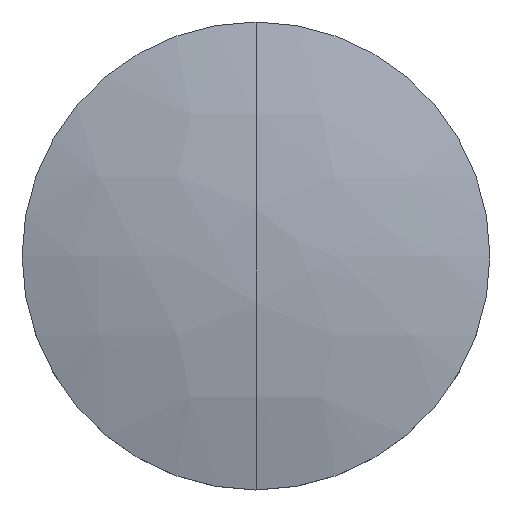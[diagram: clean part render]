
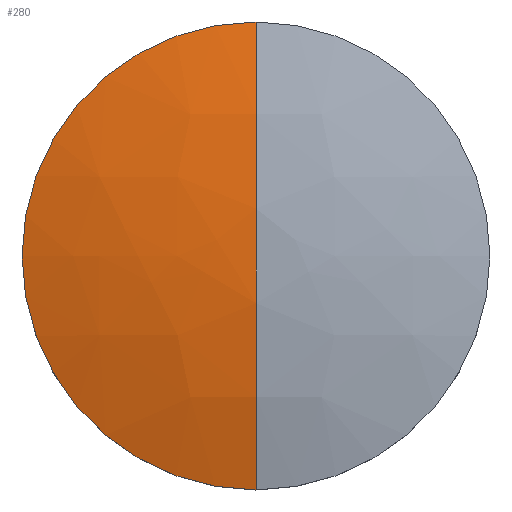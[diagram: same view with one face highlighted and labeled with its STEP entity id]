
A CAD part, top view. The second image highlights one B-rep face of the part: STEP entity #280.
In plain terms, the highlighted free-form (B-spline) face has degree [3, 3] with [4, 4] control points.
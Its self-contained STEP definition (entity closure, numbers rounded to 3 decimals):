
#5 = CARTESIAN_POINT ( 'NONE',  ( -6.472, 2.199, 2.903 ) ) ;
#11 = CARTESIAN_POINT ( 'NONE',  ( 0., 6.35, 2.615 ) ) ;
#20 = DIRECTION ( 'NONE',  ( 0., 0., -1. ) ) ;
#22 = CARTESIAN_POINT ( 'NONE',  ( -4.364, 2.199, 3.506 ) ) ;
#28 = AXIS2_PLACEMENT_3D ( 'NONE', #111, #61, #133 ) ;
#52 =( BOUNDED_SURFACE ( )  B_SPLINE_SURFACE ( 3, 3, ( 
 ( #168, #176, #71, #170 ),
 ( #214, #242, #65, #194 ),
 ( #145, #117, #22, #5 ),
 ( #274, #236, #273, #143 ) ),
 .UNSPECIFIED., .F., .F., .T. ) 
 B_SPLINE_SURFACE_WITH_KNOTS ( ( 4, 4 ),
 ( 4, 4 ),
 ( 0., 1. ),
 ( 0., 1. ),
 .UNSPECIFIED. ) 
 GEOMETRIC_REPRESENTATION_ITEM ( )  RATIONAL_B_SPLINE_SURFACE ( (
 ( 1., 0.994, 0.994, 1.),
 ( 0.974, 0.968, 0.968, 0.974),
 ( 0.974, 0.968, 0.968, 0.974),
 ( 1., 0.994, 0.994, 1.) ) ) 
 REPRESENTATION_ITEM ( '' )  SURFACE ( )  );
#61 = DIRECTION ( 'NONE',  ( -1., 0., 0. ) ) ;
#65 = CARTESIAN_POINT ( 'NONE',  ( -4.364, -2.199, 3.506 ) ) ;
#67 = AXIS2_PLACEMENT_3D ( 'NONE', #134, #187, #107 ) ;
#70 = EDGE_CURVE ( 'NONE', #244, #149, #151, .T. ) ;
#71 = CARTESIAN_POINT ( 'NONE',  ( -4.139, -6.424, 2.305 ) ) ;
#83 = CARTESIAN_POINT ( 'NONE',  ( 0., -6.35, 2.615 ) ) ;
#87 = VERTEX_POINT ( 'NONE', #83 ) ;
#100 = ORIENTED_EDGE ( 'NONE', *, *, #70, .F. ) ;
#104 = EDGE_CURVE ( 'NONE', #87, #244, #160, .T. ) ;
#107 = DIRECTION ( 'NONE',  ( 1., 0., 0. ) ) ;
#111 = CARTESIAN_POINT ( 'NONE',  ( 0., 0., -19.73 ) ) ;
#117 = CARTESIAN_POINT ( 'NONE',  ( -2.193, 2.199, 3.81 ) ) ;
#133 = DIRECTION ( 'NONE',  ( 0., -1., 0. ) ) ;
#134 = CARTESIAN_POINT ( 'NONE',  ( 0., 0., 2.615 ) ) ;
#135 = EDGE_CURVE ( 'NONE', #87, #149, #245, .T. ) ;
#143 = CARTESIAN_POINT ( 'NONE',  ( -6.138, 6.424, 1.734 ) ) ;
#145 = CARTESIAN_POINT ( 'NONE',  ( 0., 2.199, 3.81 ) ) ;
#149 = VERTEX_POINT ( 'NONE', #11 ) ;
#151 = CIRCLE ( 'NONE', #224, 6.35 ) ;
#160 = CIRCLE ( 'NONE', #67, 6.35 ) ;
#166 = CARTESIAN_POINT ( 'NONE',  ( 0., 0., 2.615 ) ) ;
#168 = CARTESIAN_POINT ( 'NONE',  ( 0., -6.424, 2.594 ) ) ;
#170 = CARTESIAN_POINT ( 'NONE',  ( -6.138, -6.424, 1.734 ) ) ;
#176 = CARTESIAN_POINT ( 'NONE',  ( -2.079, -6.424, 2.594 ) ) ;
#177 = EDGE_LOOP ( 'NONE', ( #286, #219, #100 ) ) ;
#187 = DIRECTION ( 'NONE',  ( 0., 0., -1. ) ) ;
#190 = DIRECTION ( 'NONE',  ( 1., 0., 0. ) ) ;
#194 = CARTESIAN_POINT ( 'NONE',  ( -6.472, -2.199, 2.903 ) ) ;
#214 = CARTESIAN_POINT ( 'NONE',  ( 0., -2.199, 3.81 ) ) ;
#219 = ORIENTED_EDGE ( 'NONE', *, *, #135, .T. ) ;
#224 = AXIS2_PLACEMENT_3D ( 'NONE', #166, #20, #190 ) ;
#227 = CARTESIAN_POINT ( 'NONE',  ( -6.35, 0., 2.615 ) ) ;
#236 = CARTESIAN_POINT ( 'NONE',  ( -2.079, 6.424, 2.594 ) ) ;
#242 = CARTESIAN_POINT ( 'NONE',  ( -2.193, -2.199, 3.81 ) ) ;
#244 = VERTEX_POINT ( 'NONE', #227 ) ;
#245 = CIRCLE ( 'NONE', #28, 23.23 ) ;
#273 = CARTESIAN_POINT ( 'NONE',  ( -4.139, 6.424, 2.305 ) ) ;
#274 = CARTESIAN_POINT ( 'NONE',  ( 0., 6.424, 2.594 ) ) ;
#275 = FACE_OUTER_BOUND ( 'NONE', #177, .T. ) ;
#280 = ADVANCED_FACE ( 'NONE', ( #275 ), #52, .T. ) ;
#286 = ORIENTED_EDGE ( 'NONE', *, *, #104, .F. ) ;
